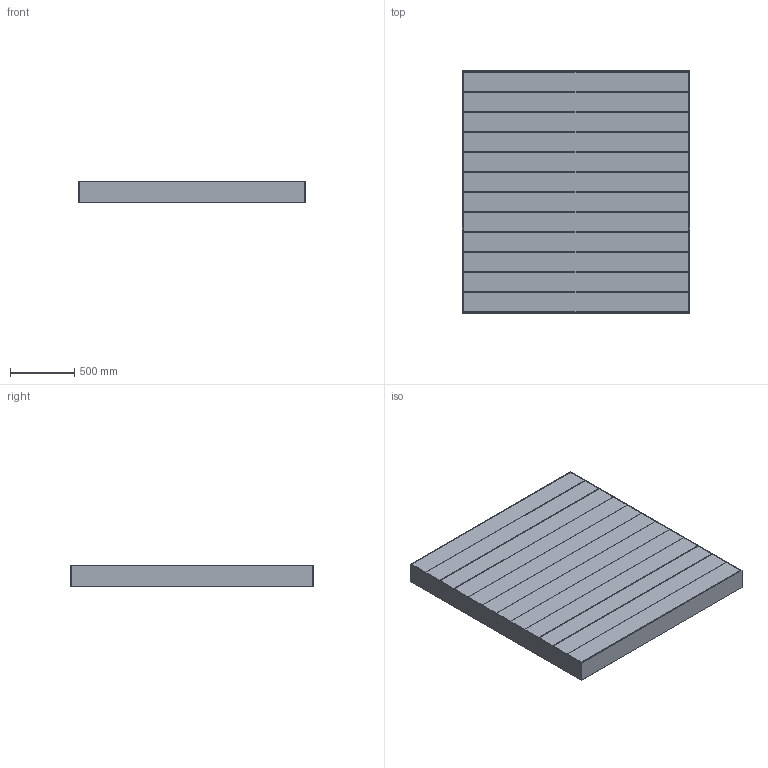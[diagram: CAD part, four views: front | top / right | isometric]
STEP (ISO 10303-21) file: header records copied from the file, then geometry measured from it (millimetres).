
FILE_DESCRIPTION(/* description */ (''),/* implementation_level */ '2;1');
FILE_NAME(/* name */ 'MO-1677-S',/* time_stamp */ '2024-03-14T15:49:33+01:00',/* author */ (''),/* organization */ (''),/* preprocessor_version */ 'ST-DEVELOPER v19.2',/* originating_system */ 'Rhino 8.4',/* authorisation */ '');
FILE_SCHEMA (('CONFIG_CONTROL_DESIGN'));
Length unit declared in the file: inch
Products named in the file (1): Document
Bounding box: 1765.3 x 1879.6 x 165.1 mm (x, y, z)
Volume: 177317250.2 mm3; surface area: 20024798.7 mm2
Topology: 26 solids, 26 shells, 164 faces, 336 edges, 224 vertices
Faces by surface type: plane 164
Entity records: 3766 total; most frequent: CARTESIAN_POINT 1062, ORIENTED_EDGE 672, EDGE_CURVE 336, B_SPLINE_CURVE_WITH_KNOTS 336, VERTEX_POINT 224, EDGE_LOOP 168, DIRECTION 168, AXIS2_PLACEMENT_3D 166
